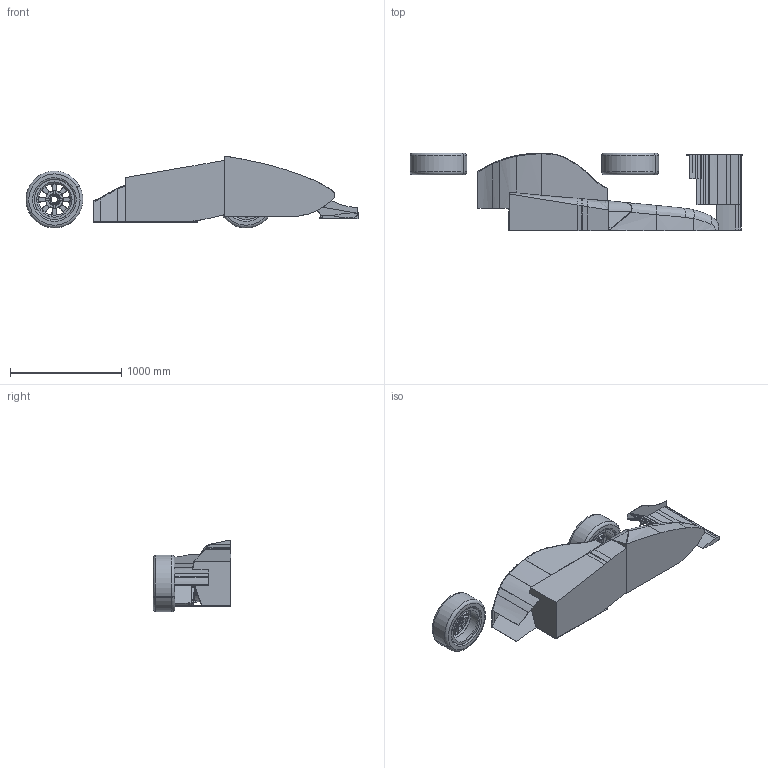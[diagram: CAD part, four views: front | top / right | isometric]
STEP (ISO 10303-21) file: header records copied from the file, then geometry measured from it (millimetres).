
FILE_DESCRIPTION(('CATIA V5 STEP Exchange'),'2;1');
FILE_NAME('2018 radiator analysis1.stp','2018-03-14T08:04:30+00:00',('none'),('none'),'CATIA Version 5 Release 17 (IN-10)','CATIA V5 STEP AP203','none');
FILE_SCHEMA(('CONFIG_CONTROL_DESIGN'));
Length unit declared in the file: millimetre
Products named in the file (8): Product1; AssyTsutsui2018; TieRodAssy; SRodEnd1.0Assy; POS 8EC.1; 2018 radiator analysis; Fr.wing; Fr.wing2
Assembly tree (20 placements, depth 5):
  Product1
    #56
    AssyTsutsui2018
      #4073  x2
      TieRodAssy
        SRodEnd1.0Assy  x2
          POS 8EC.1
    #15247
    #17328
    2018 radiator analysis
      Fr.wing
        #19574
        #20483
        #21036
        #21574
        #22112
        #22287
      Fr.wing2
    #22741
Bounding box: 2978.61 x 697 x 644.99 mm (x, y, z)
Volume: 231668227.5 mm3; surface area: 10067255.7 mm2
Topology: 14 solids, 14 shells, 1023 faces, 2642 edges, 1664 vertices
Faces by surface type: cylinder 410, plane 356, torus 118, bspline 91, cone 36, sphere 8, extrusion 4
Entity records: 25424 total; most frequent: CARTESIAN_POINT 9792, ORIENTED_EDGE 3542, DIRECTION 2408, EDGE_CURVE 1771, VERTEX_POINT 1116, AXIS2_PLACEMENT_3D 1061, VECTOR 844, LINE 840
